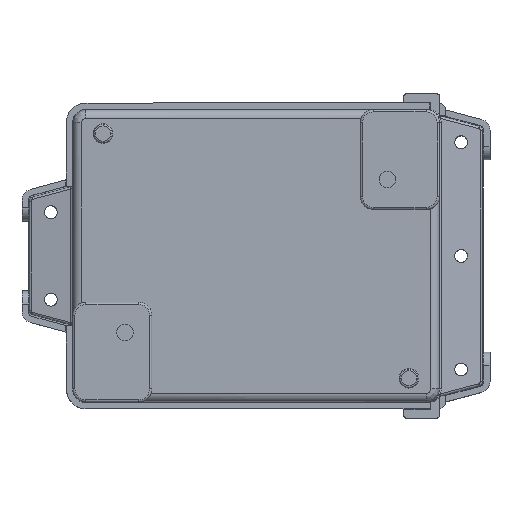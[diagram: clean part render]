
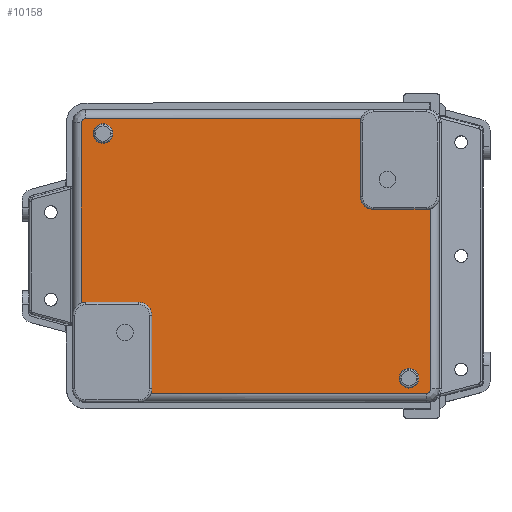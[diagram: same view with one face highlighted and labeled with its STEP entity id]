
A CAD part, top view. The second image highlights one B-rep face of the part: STEP entity #10158.
In plain terms, the highlighted planar face has unit normal (0, 0, 1).
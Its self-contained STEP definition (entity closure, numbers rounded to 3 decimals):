
#1650=DIRECTION('',(0.,1.,0.));
#1651=VECTOR('',#1650,41.242);
#1652=CARTESIAN_POINT('',(2.,-10.801,13.1));
#1653=LINE('',#1652,#1651);
#1697=DIRECTION('',(1.,0.,0.));
#1698=VECTOR('',#1697,62.971);
#1699=CARTESIAN_POINT('',(3.,31.441,13.1));
#1700=LINE('',#1699,#1698);
#1715=CARTESIAN_POINT('',(68.8,30.441,13.1));
#1716=DIRECTION('',(0.,0.,-1.));
#1717=DIRECTION('',(-1.,0.,0.));
#1718=AXIS2_PLACEMENT_3D('',#1715,#1716,#1717);
#1720=CARTESIAN_POINT('',(68.8,13.63,13.1));
#1721=DIRECTION('',(0.,0.,-1.));
#1722=DIRECTION('',(0.,-1.,0.));
#1723=AXIS2_PLACEMENT_3D('',#1720,#1721,#1722);
#1725=CARTESIAN_POINT('',(80.9,13.63,13.1));
#1726=DIRECTION('',(0.,0.,-1.));
#1727=DIRECTION('',(0.333,-0.943,0.));
#1728=AXIS2_PLACEMENT_3D('',#1725,#1726,#1727);
#1730=CARTESIAN_POINT('',(80.9,-30.441,13.1));
#1731=DIRECTION('',(0.,0.,1.));
#1732=DIRECTION('',(0.,-1.,0.));
#1733=AXIS2_PLACEMENT_3D('',#1730,#1731,#1732);
#1735=CARTESIAN_POINT('',(15.1,-30.441,13.1));
#1736=DIRECTION('',(0.,0.,-1.));
#1737=DIRECTION('',(1.,0.,0.));
#1738=AXIS2_PLACEMENT_3D('',#1735,#1736,#1737);
#1740=CARTESIAN_POINT('',(15.1,-13.63,13.1));
#1741=DIRECTION('',(0.,0.,-1.));
#1742=DIRECTION('',(0.,1.,0.));
#1743=AXIS2_PLACEMENT_3D('',#1740,#1741,#1742);
#1745=CARTESIAN_POINT('',(3.,-13.63,13.1));
#1746=DIRECTION('',(0.,0.,-1.));
#1747=DIRECTION('',(-0.333,0.943,0.));
#1748=AXIS2_PLACEMENT_3D('',#1745,#1746,#1747);
#1750=CARTESIAN_POINT('',(3.,30.441,13.1));
#1751=DIRECTION('',(0.,0.,1.));
#1752=DIRECTION('',(0.,1.,0.));
#1753=AXIS2_PLACEMENT_3D('',#1750,#1751,#1752);
#1755=CARTESIAN_POINT('',(6.95,28.,13.1));
#1756=DIRECTION('',(0.,0.,-1.));
#1757=DIRECTION('',(0.,1.,0.));
#1758=AXIS2_PLACEMENT_3D('',#1755,#1756,#1757);
#1760=CARTESIAN_POINT('',(6.95,28.,13.1));
#1761=DIRECTION('',(0.,0.,-1.));
#1762=DIRECTION('',(0.,-1.,0.));
#1763=AXIS2_PLACEMENT_3D('',#1760,#1761,#1762);
#1765=CARTESIAN_POINT('',(76.95,-28.,13.1));
#1766=DIRECTION('',(0.,0.,-1.));
#1767=DIRECTION('',(0.,1.,0.));
#1768=AXIS2_PLACEMENT_3D('',#1765,#1766,#1767);
#1770=CARTESIAN_POINT('',(76.95,-28.,13.1));
#1771=DIRECTION('',(0.,0.,-1.));
#1772=DIRECTION('',(0.,-1.,0.));
#1773=AXIS2_PLACEMENT_3D('',#1770,#1771,#1772);
#3507=DIRECTION('',(-1.,0.,0.));
#3508=VECTOR('',#3507,12.1);
#3509=CARTESIAN_POINT('',(15.1,-10.63,13.1));
#3510=LINE('',#3509,#3508);
#3519=DIRECTION('',(0.,1.,0.));
#3520=VECTOR('',#3519,16.811);
#3521=CARTESIAN_POINT('',(18.1,-30.441,13.1));
#3522=LINE('',#3521,#3520);
#3531=DIRECTION('',(-1.,0.,0.));
#3532=VECTOR('',#3531,62.971);
#3533=CARTESIAN_POINT('',(80.9,-31.441,13.1));
#3534=LINE('',#3533,#3532);
#3586=DIRECTION('',(0.,-1.,0.));
#3587=VECTOR('',#3586,41.242);
#3588=CARTESIAN_POINT('',(81.9,10.801,13.1));
#3589=LINE('',#3588,#3587);
#3631=DIRECTION('',(1.,0.,0.));
#3632=VECTOR('',#3631,12.1);
#3633=CARTESIAN_POINT('',(68.8,10.63,13.1));
#3634=LINE('',#3633,#3632);
#3666=DIRECTION('',(0.,-1.,0.));
#3667=VECTOR('',#3666,16.811);
#3668=CARTESIAN_POINT('',(65.8,30.441,13.1));
#3669=LINE('',#3668,#3667);
#7197=CARTESIAN_POINT('',(65.8,30.441,13.1));
#7198=VERTEX_POINT('',#7197);
#7199=CARTESIAN_POINT('',(65.8,13.63,13.1));
#7200=VERTEX_POINT('',#7199);
#7336=CARTESIAN_POINT('',(2.,30.441,13.1));
#7337=VERTEX_POINT('',#7336);
#7338=CARTESIAN_POINT('',(3.,31.441,13.1));
#7339=VERTEX_POINT('',#7338);
#7340=CARTESIAN_POINT('',(65.971,31.441,13.1));
#7341=VERTEX_POINT('',#7340);
#7401=CARTESIAN_POINT('',(2.,-10.801,13.1));
#7402=VERTEX_POINT('',#7401);
#7403=CARTESIAN_POINT('',(3.,-10.63,13.1));
#7404=VERTEX_POINT('',#7403);
#7405=CARTESIAN_POINT('',(15.1,-10.63,13.1));
#7406=VERTEX_POINT('',#7405);
#7407=CARTESIAN_POINT('',(18.1,-13.63,13.1));
#7408=VERTEX_POINT('',#7407);
#7409=CARTESIAN_POINT('',(18.1,-30.441,13.1));
#7410=VERTEX_POINT('',#7409);
#7411=CARTESIAN_POINT('',(17.929,-31.441,13.1));
#7412=VERTEX_POINT('',#7411);
#7413=CARTESIAN_POINT('',(80.9,-31.441,13.1));
#7414=VERTEX_POINT('',#7413);
#7415=CARTESIAN_POINT('',(81.9,-30.441,13.1));
#7416=VERTEX_POINT('',#7415);
#7417=CARTESIAN_POINT('',(81.9,10.801,13.1));
#7418=VERTEX_POINT('',#7417);
#7419=CARTESIAN_POINT('',(80.9,10.63,13.1));
#7420=VERTEX_POINT('',#7419);
#7421=CARTESIAN_POINT('',(68.8,10.63,13.1));
#7422=VERTEX_POINT('',#7421);
#7605=CARTESIAN_POINT('',(6.95,25.75,13.1));
#7607=VERTEX_POINT('',#7605);
#7609=CARTESIAN_POINT('',(6.95,30.25,13.1));
#7611=VERTEX_POINT('',#7609);
#7629=CARTESIAN_POINT('',(76.95,-30.25,13.1));
#7631=VERTEX_POINT('',#7629);
#7633=CARTESIAN_POINT('',(76.95,-25.75,13.1));
#7635=VERTEX_POINT('',#7633);
#10111=CARTESIAN_POINT('',(0.,0.,13.1));
#10112=DIRECTION('',(0.,0.,1.));
#10113=DIRECTION('',(1.,0.,0.));
#10114=AXIS2_PLACEMENT_3D('',#10111,#10112,#10113);
#10115=PLANE('',#10114);
#10116=ORIENTED_EDGE('',*,*,#10102,.T.);
#10118=ORIENTED_EDGE('',*,*,#10117,.F.);
#10120=ORIENTED_EDGE('',*,*,#10119,.T.);
#10122=ORIENTED_EDGE('',*,*,#10121,.F.);
#10124=ORIENTED_EDGE('',*,*,#10123,.T.);
#10126=ORIENTED_EDGE('',*,*,#10125,.F.);
#10128=ORIENTED_EDGE('',*,*,#10127,.T.);
#10130=ORIENTED_EDGE('',*,*,#10129,.F.);
#10132=ORIENTED_EDGE('',*,*,#10131,.T.);
#10134=ORIENTED_EDGE('',*,*,#10133,.F.);
#10136=ORIENTED_EDGE('',*,*,#10135,.T.);
#10138=ORIENTED_EDGE('',*,*,#10137,.F.);
#10140=ORIENTED_EDGE('',*,*,#10139,.T.);
#10141=ORIENTED_EDGE('',*,*,#10022,.F.);
#10142=ORIENTED_EDGE('',*,*,#10037,.T.);
#10143=ORIENTED_EDGE('',*,*,#10064,.F.);
#10144=EDGE_LOOP('',(#10116,#10118,#10120,#10122,#10124,#10126,#10128,#10130,
#10132,#10134,#10136,#10138,#10140,#10141,#10142,#10143));
#10145=FACE_OUTER_BOUND('',#10144,.F.);
#10147=ORIENTED_EDGE('',*,*,#10146,.F.);
#10149=ORIENTED_EDGE('',*,*,#10148,.F.);
#10150=EDGE_LOOP('',(#10147,#10149));
#10151=FACE_BOUND('',#10150,.F.);
#10153=ORIENTED_EDGE('',*,*,#10152,.F.);
#10155=ORIENTED_EDGE('',*,*,#10154,.F.);
#10156=EDGE_LOOP('',(#10153,#10155));
#10157=FACE_BOUND('',#10156,.F.);
#10158=ADVANCED_FACE('',(#10145,#10151,#10157),#10115,.T.);
#1719=CIRCLE('',#1718,3.);
#1724=CIRCLE('',#1723,3.);
#1729=CIRCLE('',#1728,3.);
#1734=CIRCLE('',#1733,1.);
#1739=CIRCLE('',#1738,3.);
#1744=CIRCLE('',#1743,3.);
#1749=CIRCLE('',#1748,3.);
#1754=CIRCLE('',#1753,1.);
#1759=CIRCLE('',#1758,2.25);
#1764=CIRCLE('',#1763,2.25);
#1769=CIRCLE('',#1768,2.25);
#1774=CIRCLE('',#1773,2.25);
#10022=EDGE_CURVE('',#7402,#7404,#1749,.T.);
#10037=EDGE_CURVE('',#7402,#7337,#1653,.T.);
#10064=EDGE_CURVE('',#7339,#7337,#1754,.T.);
#10102=EDGE_CURVE('',#7339,#7341,#1700,.T.);
#10117=EDGE_CURVE('',#7198,#7341,#1719,.T.);
#10119=EDGE_CURVE('',#7198,#7200,#3669,.T.);
#10121=EDGE_CURVE('',#7422,#7200,#1724,.T.);
#10123=EDGE_CURVE('',#7422,#7420,#3634,.T.);
#10125=EDGE_CURVE('',#7418,#7420,#1729,.T.);
#10127=EDGE_CURVE('',#7418,#7416,#3589,.T.);
#10129=EDGE_CURVE('',#7414,#7416,#1734,.T.);
#10131=EDGE_CURVE('',#7414,#7412,#3534,.T.);
#10133=EDGE_CURVE('',#7410,#7412,#1739,.T.);
#10135=EDGE_CURVE('',#7410,#7408,#3522,.T.);
#10137=EDGE_CURVE('',#7406,#7408,#1744,.T.);
#10139=EDGE_CURVE('',#7406,#7404,#3510,.T.);
#10146=EDGE_CURVE('',#7611,#7607,#1759,.T.);
#10148=EDGE_CURVE('',#7607,#7611,#1764,.T.);
#10152=EDGE_CURVE('',#7635,#7631,#1769,.T.);
#10154=EDGE_CURVE('',#7631,#7635,#1774,.T.);
